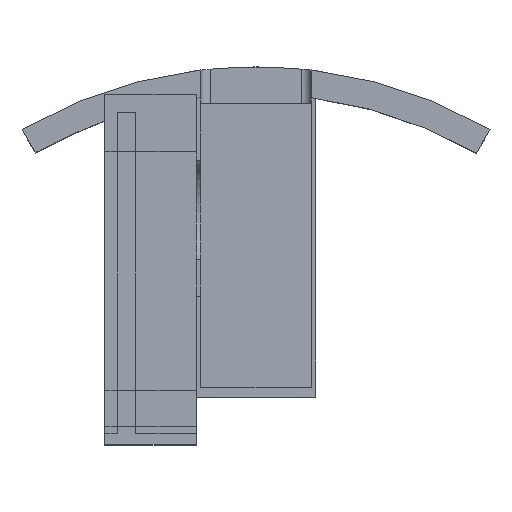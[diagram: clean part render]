
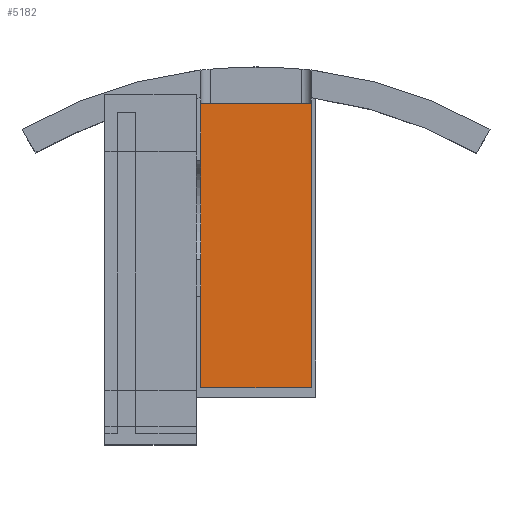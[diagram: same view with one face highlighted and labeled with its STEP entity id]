
A CAD part, top view. The second image highlights one B-rep face of the part: STEP entity #5182.
In plain terms, the highlighted planar face has unit normal (0, 0, 1).
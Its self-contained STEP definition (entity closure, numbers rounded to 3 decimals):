
#1800 = PLANE('',#1801);
#1801 = AXIS2_PLACEMENT_3D('',#1802,#1803,#1804);
#1802 = CARTESIAN_POINT('',(14.5,7.,2.));
#1803 = DIRECTION('',(1.,0.,0.));
#1804 = DIRECTION('',(0.,0.,1.));
#1826 = PLANE('',#1827);
#1827 = AXIS2_PLACEMENT_3D('',#1828,#1829,#1830);
#1828 = CARTESIAN_POINT('',(2.5,7.,2.));
#1829 = DIRECTION('',(0.,1.,0.));
#1830 = DIRECTION('',(0.,0.,1.));
#1852 = PLANE('',#1853);
#1853 = AXIS2_PLACEMENT_3D('',#1854,#1855,#1856);
#1854 = CARTESIAN_POINT('',(2.5,7.,2.));
#1855 = DIRECTION('',(1.,0.,0.));
#1856 = DIRECTION('',(0.,0.,1.));
#3051 = VERTEX_POINT('',#3052);
#3052 = CARTESIAN_POINT('',(2.5,7.,2.));
#3073 = EDGE_CURVE('',#3051,#3074,#3076,.T.);
#3074 = VERTEX_POINT('',#3075);
#3075 = CARTESIAN_POINT('',(2.5,38.,2.));
#3076 = SURFACE_CURVE('',#3077,(#3081,#3088),.PCURVE_S1.);
#3077 = LINE('',#3078,#3079);
#3078 = CARTESIAN_POINT('',(2.5,7.,2.));
#3079 = VECTOR('',#3080,1.);
#3080 = DIRECTION('',(0.,1.,0.));
#3081 = PCURVE('',#1852,#3082);
#3082 = DEFINITIONAL_REPRESENTATION('',(#3083),#3087);
#3083 = LINE('',#3084,#3085);
#3084 = CARTESIAN_POINT('',(0.,0.));
#3085 = VECTOR('',#3086,1.);
#3086 = DIRECTION('',(0.,-1.));
#3087 = ( GEOMETRIC_REPRESENTATION_CONTEXT(2) 
PARAMETRIC_REPRESENTATION_CONTEXT() REPRESENTATION_CONTEXT('2D SPACE',''
  ) );
#3088 = PCURVE('',#3089,#3094);
#3089 = PLANE('',#3090);
#3090 = AXIS2_PLACEMENT_3D('',#3091,#3092,#3093);
#3091 = CARTESIAN_POINT('',(2.5,7.,2.));
#3092 = DIRECTION('',(0.,0.,1.));
#3093 = DIRECTION('',(1.,0.,0.));
#3094 = DEFINITIONAL_REPRESENTATION('',(#3095),#3099);
#3095 = LINE('',#3096,#3097);
#3096 = CARTESIAN_POINT('',(0.,0.));
#3097 = VECTOR('',#3098,1.);
#3098 = DIRECTION('',(0.,1.));
#3099 = ( GEOMETRIC_REPRESENTATION_CONTEXT(2) 
PARAMETRIC_REPRESENTATION_CONTEXT() REPRESENTATION_CONTEXT('2D SPACE',''
  ) );
#3117 = PLANE('',#3118);
#3118 = AXIS2_PLACEMENT_3D('',#3119,#3120,#3121);
#3119 = CARTESIAN_POINT('',(2.5,38.,2.));
#3120 = DIRECTION('',(0.,1.,0.));
#3121 = DIRECTION('',(0.,0.,1.));
#3282 = VERTEX_POINT('',#3283);
#3283 = CARTESIAN_POINT('',(14.5,7.,2.));
#3304 = EDGE_CURVE('',#3051,#3282,#3305,.T.);
#3305 = SURFACE_CURVE('',#3306,(#3310,#3317),.PCURVE_S1.);
#3306 = LINE('',#3307,#3308);
#3307 = CARTESIAN_POINT('',(2.5,7.,2.));
#3308 = VECTOR('',#3309,1.);
#3309 = DIRECTION('',(1.,0.,0.));
#3310 = PCURVE('',#1826,#3311);
#3311 = DEFINITIONAL_REPRESENTATION('',(#3312),#3316);
#3312 = LINE('',#3313,#3314);
#3313 = CARTESIAN_POINT('',(0.,0.));
#3314 = VECTOR('',#3315,1.);
#3315 = DIRECTION('',(0.,1.));
#3316 = ( GEOMETRIC_REPRESENTATION_CONTEXT(2) 
PARAMETRIC_REPRESENTATION_CONTEXT() REPRESENTATION_CONTEXT('2D SPACE',''
  ) );
#3317 = PCURVE('',#3089,#3318);
#3318 = DEFINITIONAL_REPRESENTATION('',(#3319),#3323);
#3319 = LINE('',#3320,#3321);
#3320 = CARTESIAN_POINT('',(0.,0.));
#3321 = VECTOR('',#3322,1.);
#3322 = DIRECTION('',(1.,0.));
#3323 = ( GEOMETRIC_REPRESENTATION_CONTEXT(2) 
PARAMETRIC_REPRESENTATION_CONTEXT() REPRESENTATION_CONTEXT('2D SPACE',''
  ) );
#3331 = EDGE_CURVE('',#3282,#3332,#3334,.T.);
#3332 = VERTEX_POINT('',#3333);
#3333 = CARTESIAN_POINT('',(14.5,38.,2.));
#3334 = SURFACE_CURVE('',#3335,(#3339,#3346),.PCURVE_S1.);
#3335 = LINE('',#3336,#3337);
#3336 = CARTESIAN_POINT('',(14.5,7.,2.));
#3337 = VECTOR('',#3338,1.);
#3338 = DIRECTION('',(0.,1.,0.));
#3339 = PCURVE('',#1800,#3340);
#3340 = DEFINITIONAL_REPRESENTATION('',(#3341),#3345);
#3341 = LINE('',#3342,#3343);
#3342 = CARTESIAN_POINT('',(0.,0.));
#3343 = VECTOR('',#3344,1.);
#3344 = DIRECTION('',(0.,-1.));
#3345 = ( GEOMETRIC_REPRESENTATION_CONTEXT(2) 
PARAMETRIC_REPRESENTATION_CONTEXT() REPRESENTATION_CONTEXT('2D SPACE',''
  ) );
#3346 = PCURVE('',#3089,#3347);
#3347 = DEFINITIONAL_REPRESENTATION('',(#3348),#3352);
#3348 = LINE('',#3349,#3350);
#3349 = CARTESIAN_POINT('',(12.,0.));
#3350 = VECTOR('',#3351,1.);
#3351 = DIRECTION('',(0.,1.));
#3352 = ( GEOMETRIC_REPRESENTATION_CONTEXT(2) 
PARAMETRIC_REPRESENTATION_CONTEXT() REPRESENTATION_CONTEXT('2D SPACE',''
  ) );
#3370 = PLANE('',#3371);
#3371 = AXIS2_PLACEMENT_3D('',#3372,#3373,#3374);
#3372 = CARTESIAN_POINT('',(2.5,38.,2.));
#3373 = DIRECTION('',(0.,1.,0.));
#3374 = DIRECTION('',(0.,0.,1.));
#4563 = PLANE('',#4564);
#4564 = AXIS2_PLACEMENT_3D('',#4565,#4566,#4567);
#4565 = CARTESIAN_POINT('',(13.5,38.,2.));
#4566 = DIRECTION('',(0.,0.,1.));
#4567 = DIRECTION('',(-1.,0.,0.));
#5138 = VERTEX_POINT('',#5139);
#5139 = CARTESIAN_POINT('',(3.5,38.,2.));
#5161 = EDGE_CURVE('',#3074,#5138,#5162,.T.);
#5162 = SURFACE_CURVE('',#5163,(#5167,#5174),.PCURVE_S1.);
#5163 = LINE('',#5164,#5165);
#5164 = CARTESIAN_POINT('',(2.5,38.,2.));
#5165 = VECTOR('',#5166,1.);
#5166 = DIRECTION('',(1.,0.,0.));
#5167 = PCURVE('',#3117,#5168);
#5168 = DEFINITIONAL_REPRESENTATION('',(#5169),#5173);
#5169 = LINE('',#5170,#5171);
#5170 = CARTESIAN_POINT('',(0.,0.));
#5171 = VECTOR('',#5172,1.);
#5172 = DIRECTION('',(0.,1.));
#5173 = ( GEOMETRIC_REPRESENTATION_CONTEXT(2) 
PARAMETRIC_REPRESENTATION_CONTEXT() REPRESENTATION_CONTEXT('2D SPACE',''
  ) );
#5174 = PCURVE('',#3089,#5175);
#5175 = DEFINITIONAL_REPRESENTATION('',(#5176),#5180);
#5176 = LINE('',#5177,#5178);
#5177 = CARTESIAN_POINT('',(0.,31.));
#5178 = VECTOR('',#5179,1.);
#5179 = DIRECTION('',(1.,0.));
#5180 = ( GEOMETRIC_REPRESENTATION_CONTEXT(2) 
PARAMETRIC_REPRESENTATION_CONTEXT() REPRESENTATION_CONTEXT('2D SPACE',''
  ) );
#5182 = ADVANCED_FACE('',(#5183),#3089,.T.);
#5183 = FACE_BOUND('',#5184,.T.);
#5184 = EDGE_LOOP('',(#5185,#5186,#5187,#5188,#5211,#5232));
#5185 = ORIENTED_EDGE('',*,*,#3073,.F.);
#5186 = ORIENTED_EDGE('',*,*,#3304,.T.);
#5187 = ORIENTED_EDGE('',*,*,#3331,.T.);
#5188 = ORIENTED_EDGE('',*,*,#5189,.F.);
#5189 = EDGE_CURVE('',#5190,#3332,#5192,.T.);
#5190 = VERTEX_POINT('',#5191);
#5191 = CARTESIAN_POINT('',(13.5,38.,2.));
#5192 = SURFACE_CURVE('',#5193,(#5197,#5204),.PCURVE_S1.);
#5193 = LINE('',#5194,#5195);
#5194 = CARTESIAN_POINT('',(2.5,38.,2.));
#5195 = VECTOR('',#5196,1.);
#5196 = DIRECTION('',(1.,0.,0.));
#5197 = PCURVE('',#3089,#5198);
#5198 = DEFINITIONAL_REPRESENTATION('',(#5199),#5203);
#5199 = LINE('',#5200,#5201);
#5200 = CARTESIAN_POINT('',(0.,31.));
#5201 = VECTOR('',#5202,1.);
#5202 = DIRECTION('',(1.,0.));
#5203 = ( GEOMETRIC_REPRESENTATION_CONTEXT(2) 
PARAMETRIC_REPRESENTATION_CONTEXT() REPRESENTATION_CONTEXT('2D SPACE',''
  ) );
#5204 = PCURVE('',#3370,#5205);
#5205 = DEFINITIONAL_REPRESENTATION('',(#5206),#5210);
#5206 = LINE('',#5207,#5208);
#5207 = CARTESIAN_POINT('',(0.,0.));
#5208 = VECTOR('',#5209,1.);
#5209 = DIRECTION('',(0.,1.));
#5210 = ( GEOMETRIC_REPRESENTATION_CONTEXT(2) 
PARAMETRIC_REPRESENTATION_CONTEXT() REPRESENTATION_CONTEXT('2D SPACE',''
  ) );
#5211 = ORIENTED_EDGE('',*,*,#5212,.T.);
#5212 = EDGE_CURVE('',#5190,#5138,#5213,.T.);
#5213 = SURFACE_CURVE('',#5214,(#5218,#5225),.PCURVE_S1.);
#5214 = LINE('',#5215,#5216);
#5215 = CARTESIAN_POINT('',(3.5,38.,2.));
#5216 = VECTOR('',#5217,1.);
#5217 = DIRECTION('',(-1.,0.,0.));
#5218 = PCURVE('',#3089,#5219);
#5219 = DEFINITIONAL_REPRESENTATION('',(#5220),#5224);
#5220 = LINE('',#5221,#5222);
#5221 = CARTESIAN_POINT('',(1.,31.));
#5222 = VECTOR('',#5223,1.);
#5223 = DIRECTION('',(-1.,0.));
#5224 = ( GEOMETRIC_REPRESENTATION_CONTEXT(2) 
PARAMETRIC_REPRESENTATION_CONTEXT() REPRESENTATION_CONTEXT('2D SPACE',''
  ) );
#5225 = PCURVE('',#4563,#5226);
#5226 = DEFINITIONAL_REPRESENTATION('',(#5227),#5231);
#5227 = LINE('',#5228,#5229);
#5228 = CARTESIAN_POINT('',(10.,0.));
#5229 = VECTOR('',#5230,1.);
#5230 = DIRECTION('',(1.,0.));
#5231 = ( GEOMETRIC_REPRESENTATION_CONTEXT(2) 
PARAMETRIC_REPRESENTATION_CONTEXT() REPRESENTATION_CONTEXT('2D SPACE',''
  ) );
#5232 = ORIENTED_EDGE('',*,*,#5161,.F.);
